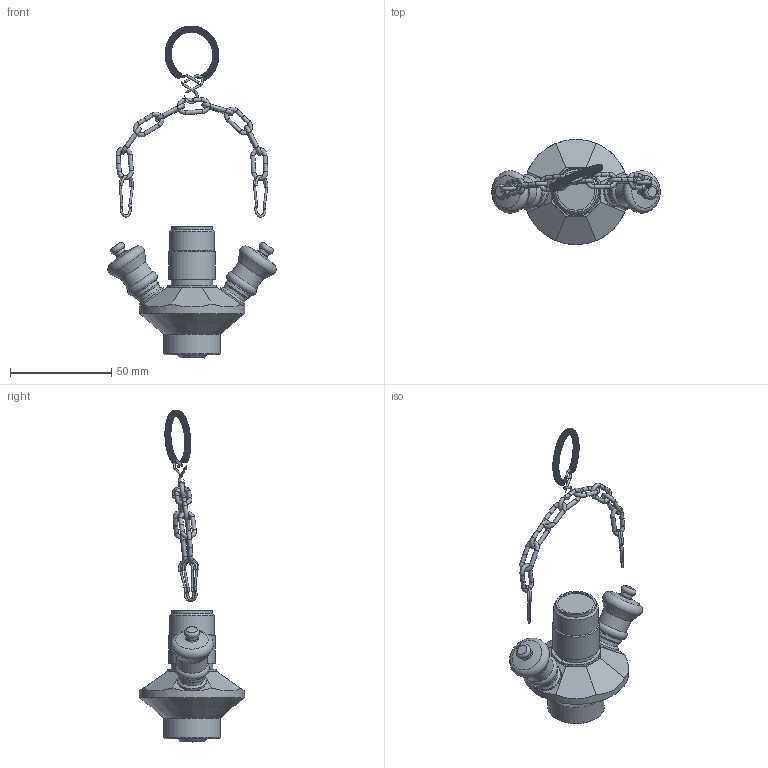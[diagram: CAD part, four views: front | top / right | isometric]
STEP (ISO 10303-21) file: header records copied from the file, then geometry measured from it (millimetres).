
FILE_DESCRIPTION((''),'2;1');
FILE_NAME('850014.stp','2008-08-05T11:04:30',('mbm'),(''),'Autodesk Inventor 2008','Autodesk Inventor 2008','');
FILE_SCHEMA(('AUTOMOTIVE_DESIGN { 1 0 10303 214 1 1 1 1 }'));
Length unit declared in the file: millimetre
Products named in the file (1): Part32
Bounding box: 83.3 x 52 x 164.2 mm (x, y, z)
Volume: 65590.6 mm3; surface area: 18834.7 mm2
Topology: 20 solids, 20 shells, 563 faces, 1330 edges, 820 vertices
Faces by surface type: torus 344, cylinder 80, plane 74, bspline 39, cone 26
Full cylindrical faces by diameter (mm): 2 x27, 2.003 x8, 5.6 x2, 6 x2, 8 x1, 9 x4, 10.5 x2, 12.5 x2, 14 x2, 14.5 x2, 15 x2, 18.1 x1, 20 x1, 20.5 x1, 22 x1, 23 x1, 24 x1, 28 x1, 52 x1
Entity records: 30089 total; most frequent: CARTESIAN_POINT 20504, DIRECTION 1535, ORIENTED_EDGE 1366, EDGE_LOOP 1040, AXIS2_PLACEMENT_3D 748, EDGE_CURVE 683, VERTEX_POINT 605, STYLED_ITEM 579
